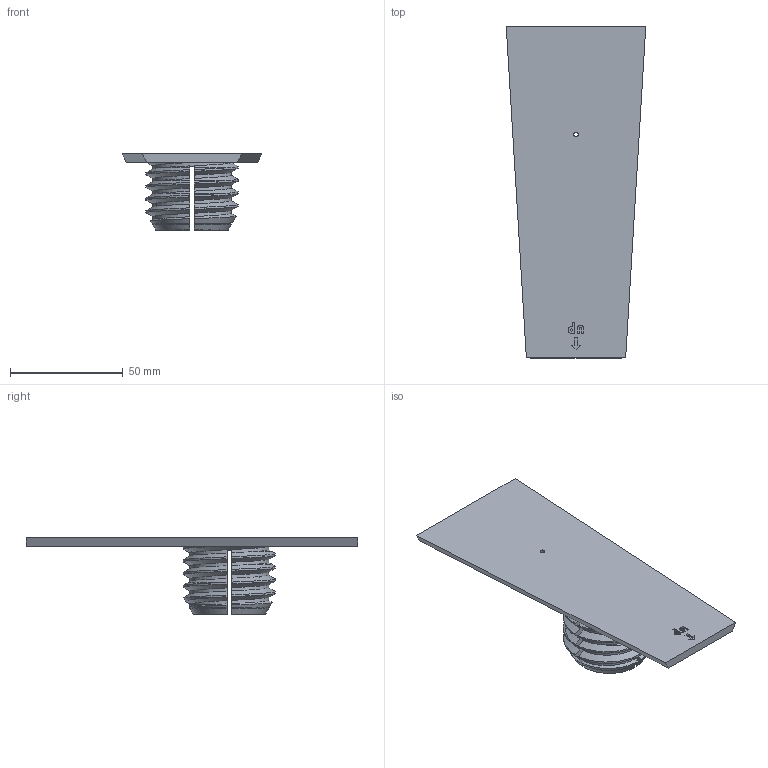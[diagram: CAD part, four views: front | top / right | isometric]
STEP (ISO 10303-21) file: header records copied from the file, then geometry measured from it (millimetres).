
FILE_DESCRIPTION(('HOOPS Exchange Step'),'2;1');
FILE_NAME('temp_export','2021-03-14T17:18:28+01:00',('mobile'),('Shapr3D Limited'),'HOOPS Exchange 2020.2','Shapr3D','Authorized');
FILE_SCHEMA( ('AP203_CONFIGURATION_CONTROLLED_3D_DESIGN_OF_MECHANICAL_PARTS_AND_ASSEMBLIES_MIM_LF') );
Length unit declared in the file: millimetre
Products named in the file (2): 0; A10C29CA-D344-4C12-A184-552C716AB84B.tmp
Assembly tree (1 placements, depth 2):
  A10C29CA-D344-4C12-A184-552C716AB84B.tmp
    0
Bounding box: 61.8 x 147 x 33.9 mm (x, y, z)
Volume: 42103.6 mm3; surface area: 464002781.7 mm2
Topology: 1 solids, 1 shells, 172 faces, 506 edges, 341 vertices
Faces by surface type: bspline 60, cylinder 53, plane 45, offset 10, sphere 4
Full cylindrical faces by diameter (mm): 1 x1, 2 x1
Entity records: 14275 total; most frequent: CARTESIAN_POINT 10355, ORIENTED_EDGE 1012, EDGE_CURVE 506, DIRECTION 453, VERTEX_POINT 341, B_SPLINE_CURVE_WITH_KNOTS 293, VECTOR 183, LINE 183
